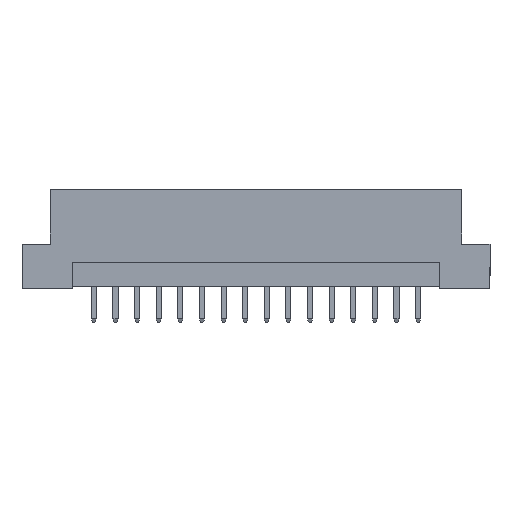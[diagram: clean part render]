
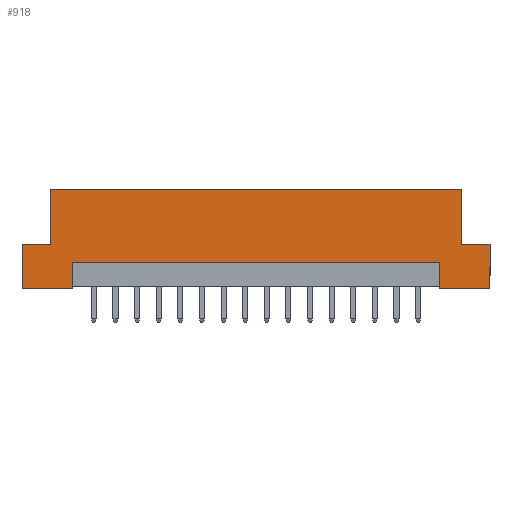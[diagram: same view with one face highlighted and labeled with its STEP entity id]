
A CAD part, front view. The second image highlights one B-rep face of the part: STEP entity #918.
In plain terms, the highlighted planar face has unit normal (0, -1, 0).
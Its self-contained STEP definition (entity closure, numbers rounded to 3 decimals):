
#70 = CARTESIAN_POINT ( 'NONE',  ( -24.2, -4.3, 11.6 ) ) ;
#88 = DIRECTION ( 'NONE',  ( 1., 0., 0. ) ) ;
#151 = DIRECTION ( 'NONE',  ( 0., 0., 1. ) ) ;
#153 = ORIENTED_EDGE ( 'NONE', *, *, #3737, .T. ) ;
#236 = CARTESIAN_POINT ( 'NONE',  ( -27.5, -4.3, 11.6 ) ) ;
#255 = CARTESIAN_POINT ( 'NONE',  ( -24.2, -4.3, 5.2 ) ) ;
#328 = LINE ( 'NONE', #1039, #6110 ) ;
#355 = VERTEX_POINT ( 'NONE', #2910 ) ;
#500 = ORIENTED_EDGE ( 'NONE', *, *, #4024, .T. ) ;
#750 = CARTESIAN_POINT ( 'NONE',  ( 27.5, -4.3, 11.6 ) ) ;
#778 = DIRECTION ( 'NONE',  ( -1., 0., 0. ) ) ;
#818 = EDGE_CURVE ( 'NONE', #4485, #2862, #2147, .T. ) ;
#829 = VECTOR ( 'NONE', #88, 1000. ) ;
#918 = ADVANCED_FACE ( 'NONE', ( #3941 ), #2456, .F. ) ;
#1039 = CARTESIAN_POINT ( 'NONE',  ( -21.6, -4.3, 0.2 ) ) ;
#1046 = DIRECTION ( 'NONE',  ( 0., 0., -1. ) ) ;
#1221 = DIRECTION ( 'NONE',  ( 0., 0., 1. ) ) ;
#1226 = CARTESIAN_POINT ( 'NONE',  ( -27.5, -4.3, 5.2 ) ) ;
#1256 = VERTEX_POINT ( 'NONE', #5691 ) ;
#1325 = DIRECTION ( 'NONE',  ( 0., 0., 1. ) ) ;
#1476 = CARTESIAN_POINT ( 'NONE',  ( 24.2, -4.3, 5.2 ) ) ;
#1622 = DIRECTION ( 'NONE',  ( 1., 0., 0. ) ) ;
#1647 = LINE ( 'NONE', #5522, #4977 ) ;
#1652 = LINE ( 'NONE', #5945, #2239 ) ;
#1657 = VECTOR ( 'NONE', #1221, 1000. ) ;
#1699 = EDGE_CURVE ( 'NONE', #1256, #4333, #1647, .T. ) ;
#1788 = LINE ( 'NONE', #3968, #5541 ) ;
#2005 = EDGE_CURVE ( 'NONE', #5734, #4333, #2158, .T. ) ;
#2105 = ORIENTED_EDGE ( 'NONE', *, *, #2005, .F. ) ;
#2113 = VECTOR ( 'NONE', #1325, 1000. ) ;
#2147 = LINE ( 'NONE', #3632, #5980 ) ;
#2158 = LINE ( 'NONE', #5356, #3477 ) ;
#2225 = EDGE_CURVE ( 'NONE', #1256, #2771, #6594, .T. ) ;
#2235 = LINE ( 'NONE', #1226, #829 ) ;
#2239 = VECTOR ( 'NONE', #1622, 1000. ) ;
#2456 = PLANE ( 'NONE',  #6886 ) ;
#2626 = ORIENTED_EDGE ( 'NONE', *, *, #818, .F. ) ;
#2745 = LINE ( 'NONE', #6569, #4247 ) ;
#2764 = CARTESIAN_POINT ( 'NONE',  ( 27.5, -4.3, 5.2 ) ) ;
#2771 = VERTEX_POINT ( 'NONE', #4647 ) ;
#2787 = ORIENTED_EDGE ( 'NONE', *, *, #1699, .T. ) ;
#2862 = VERTEX_POINT ( 'NONE', #5635 ) ;
#2908 = DIRECTION ( 'NONE',  ( 0., 0., -1. ) ) ;
#2910 = CARTESIAN_POINT ( 'NONE',  ( -21.6, -4.3, 3. ) ) ;
#3107 = ORIENTED_EDGE ( 'NONE', *, *, #6557, .F. ) ;
#3223 = CARTESIAN_POINT ( 'NONE',  ( -27.5, -4.3, 0. ) ) ;
#3339 = DIRECTION ( 'NONE',  ( 1., 0., 0. ) ) ;
#3460 = CARTESIAN_POINT ( 'NONE',  ( 24.2, -4.3, 5.2 ) ) ;
#3477 = VECTOR ( 'NONE', #1046, 1000. ) ;
#3485 = VERTEX_POINT ( 'NONE', #3223 ) ;
#3564 = EDGE_CURVE ( 'NONE', #3485, #3642, #2745, .T. ) ;
#3632 = CARTESIAN_POINT ( 'NONE',  ( 27.5, -4.3, 11.6 ) ) ;
#3642 = VERTEX_POINT ( 'NONE', #4891 ) ;
#3737 = EDGE_CURVE ( 'NONE', #4931, #3485, #6740, .T. ) ;
#3749 = EDGE_LOOP ( 'NONE', ( #5520, #4536, #2787, #2105, #3107, #500, #2626, #5016, #5489, #153, #6204, #4598 ) ) ;
#3876 = LINE ( 'NONE', #3460, #5670 ) ;
#3889 = DIRECTION ( 'NONE',  ( 1., 0., 0. ) ) ;
#3941 = FACE_OUTER_BOUND ( 'NONE', #3749, .T. ) ;
#3968 = CARTESIAN_POINT ( 'NONE',  ( 27.5, -4.3, 5.2 ) ) ;
#4024 = EDGE_CURVE ( 'NONE', #5268, #2862, #3876, .T. ) ;
#4031 = EDGE_CURVE ( 'NONE', #5340, #4485, #6555, .T. ) ;
#4247 = VECTOR ( 'NONE', #3889, 1000. ) ;
#4333 = VERTEX_POINT ( 'NONE', #4828 ) ;
#4356 = EDGE_CURVE ( 'NONE', #355, #2771, #1652, .T. ) ;
#4484 = CARTESIAN_POINT ( 'NONE',  ( -27.5, -4.3, 5.2 ) ) ;
#4485 = VERTEX_POINT ( 'NONE', #70 ) ;
#4536 = ORIENTED_EDGE ( 'NONE', *, *, #2225, .F. ) ;
#4598 = ORIENTED_EDGE ( 'NONE', *, *, #6003, .F. ) ;
#4647 = CARTESIAN_POINT ( 'NONE',  ( 21.6, -4.3, 3. ) ) ;
#4828 = CARTESIAN_POINT ( 'NONE',  ( 27.5, -4.3, 0. ) ) ;
#4891 = CARTESIAN_POINT ( 'NONE',  ( -21.6, -4.3, 0. ) ) ;
#4931 = VERTEX_POINT ( 'NONE', #4484 ) ;
#4945 = CARTESIAN_POINT ( 'NONE',  ( 21.6, -4.3, 0.2 ) ) ;
#4977 = VECTOR ( 'NONE', #3339, 1000. ) ;
#5016 = ORIENTED_EDGE ( 'NONE', *, *, #4031, .F. ) ;
#5268 = VERTEX_POINT ( 'NONE', #1476 ) ;
#5290 = CARTESIAN_POINT ( 'NONE',  ( -24.2, -4.3, 5.2 ) ) ;
#5340 = VERTEX_POINT ( 'NONE', #5290 ) ;
#5356 = CARTESIAN_POINT ( 'NONE',  ( 27.5, -4.3, 11.6 ) ) ;
#5387 = DIRECTION ( 'NONE',  ( 0., 0., -1. ) ) ;
#5429 = EDGE_CURVE ( 'NONE', #4931, #5340, #2235, .T. ) ;
#5489 = ORIENTED_EDGE ( 'NONE', *, *, #5429, .F. ) ;
#5520 = ORIENTED_EDGE ( 'NONE', *, *, #4356, .T. ) ;
#5522 = CARTESIAN_POINT ( 'NONE',  ( 27.5, -4.3, 0. ) ) ;
#5541 = VECTOR ( 'NONE', #6119, 1000. ) ;
#5635 = CARTESIAN_POINT ( 'NONE',  ( 24.2, -4.3, 11.6 ) ) ;
#5666 = DIRECTION ( 'NONE',  ( 0., 1., 0. ) ) ;
#5670 = VECTOR ( 'NONE', #151, 1000. ) ;
#5691 = CARTESIAN_POINT ( 'NONE',  ( 21.6, -4.3, 0. ) ) ;
#5734 = VERTEX_POINT ( 'NONE', #2764 ) ;
#5736 = VECTOR ( 'NONE', #2908, 1000. ) ;
#5780 = DIRECTION ( 'NONE',  ( 1., 0., 0. ) ) ;
#5945 = CARTESIAN_POINT ( 'NONE',  ( -21.6, -4.3, 3. ) ) ;
#5980 = VECTOR ( 'NONE', #5780, 1000. ) ;
#6003 = EDGE_CURVE ( 'NONE', #355, #3642, #328, .T. ) ;
#6110 = VECTOR ( 'NONE', #5387, 1000. ) ;
#6119 = DIRECTION ( 'NONE',  ( 1., 0., 0. ) ) ;
#6204 = ORIENTED_EDGE ( 'NONE', *, *, #3564, .T. ) ;
#6555 = LINE ( 'NONE', #255, #1657 ) ;
#6557 = EDGE_CURVE ( 'NONE', #5268, #5734, #1788, .T. ) ;
#6569 = CARTESIAN_POINT ( 'NONE',  ( 27.5, -4.3, 0. ) ) ;
#6594 = LINE ( 'NONE', #4945, #2113 ) ;
#6740 = LINE ( 'NONE', #236, #5736 ) ;
#6886 = AXIS2_PLACEMENT_3D ( 'NONE', #750, #5666, #778 ) ;
